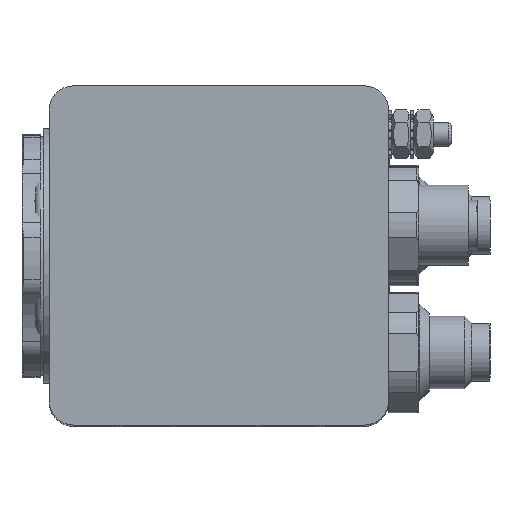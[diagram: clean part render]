
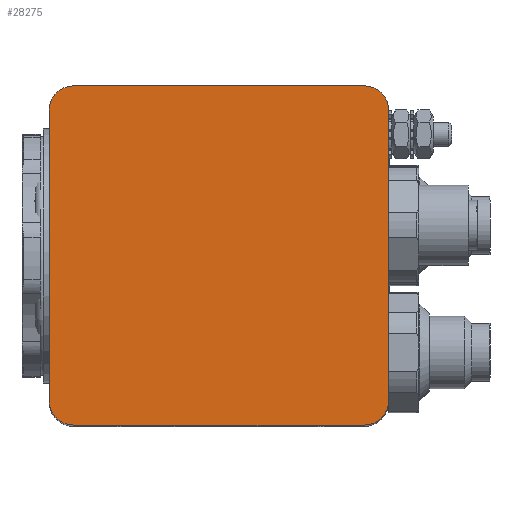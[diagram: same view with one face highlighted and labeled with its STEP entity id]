
A CAD part, top view. The second image highlights one B-rep face of the part: STEP entity #28275.
In plain terms, the highlighted face is planar.
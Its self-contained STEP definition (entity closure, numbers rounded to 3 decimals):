
#2190=LINE('',#43328,#4939);
#2194=LINE('',#43340,#4943);
#2198=LINE('',#43352,#4947);
#2201=LINE('',#43361,#4950);
#4939=VECTOR('',#35449,48.);
#4943=VECTOR('',#35461,48.);
#4947=VECTOR('',#35473,48.);
#4950=VECTOR('',#35484,48.);
#6944=PLANE('',#30413);
#8643=FACE_OUTER_BOUND('',#10488,.T.);
#10488=EDGE_LOOP('',(#22860,#22861,#22862,#22863,#22864,#22865,#22866,#22867));
#11999=CIRCLE('',#30398,4.);
#12001=CIRCLE('',#30402,4.);
#12003=CIRCLE('',#30406,4.);
#12005=CIRCLE('',#30410,4.);
#13711=VERTEX_POINT('',#43318);
#13712=VERTEX_POINT('',#43320);
#13714=VERTEX_POINT('',#43326);
#13716=VERTEX_POINT('',#43332);
#13718=VERTEX_POINT('',#43338);
#13720=VERTEX_POINT('',#43344);
#13722=VERTEX_POINT('',#43350);
#13724=VERTEX_POINT('',#43356);
#17011=EDGE_CURVE('',#13712,#13711,#11999,.T.);
#17015=EDGE_CURVE('',#13711,#13714,#2190,.T.);
#17018=EDGE_CURVE('',#13714,#13716,#12001,.T.);
#17021=EDGE_CURVE('',#13716,#13718,#2194,.T.);
#17024=EDGE_CURVE('',#13718,#13720,#12003,.T.);
#17027=EDGE_CURVE('',#13720,#13722,#2198,.T.);
#17030=EDGE_CURVE('',#13722,#13724,#12005,.T.);
#17032=EDGE_CURVE('',#13724,#13712,#2201,.T.);
#22860=ORIENTED_EDGE('',*,*,#17032,.T.);
#22861=ORIENTED_EDGE('',*,*,#17011,.T.);
#22862=ORIENTED_EDGE('',*,*,#17015,.T.);
#22863=ORIENTED_EDGE('',*,*,#17018,.T.);
#22864=ORIENTED_EDGE('',*,*,#17021,.T.);
#22865=ORIENTED_EDGE('',*,*,#17024,.T.);
#22866=ORIENTED_EDGE('',*,*,#17027,.T.);
#22867=ORIENTED_EDGE('',*,*,#17030,.T.);
#28275=ADVANCED_FACE('',(#8643),#6944,.F.);
#30398=AXIS2_PLACEMENT_3D('',#43321,#35442,#35443);
#30402=AXIS2_PLACEMENT_3D('',#43334,#35455,#35456);
#30406=AXIS2_PLACEMENT_3D('',#43346,#35467,#35468);
#30410=AXIS2_PLACEMENT_3D('',#43358,#35479,#35480);
#30413=AXIS2_PLACEMENT_3D('',#43363,#35487,#35488);
#35442=DIRECTION('center_axis',(0.,0.,-1.));
#35443=DIRECTION('ref_axis',(-1.,0.,0.));
#35449=DIRECTION('',(0.,-1.,0.));
#35455=DIRECTION('center_axis',(0.,0.,-1.));
#35456=DIRECTION('ref_axis',(0.,1.,0.));
#35461=DIRECTION('',(-1.,0.,0.));
#35467=DIRECTION('center_axis',(0.,0.,-1.));
#35468=DIRECTION('ref_axis',(1.,0.,0.));
#35473=DIRECTION('',(0.,1.,0.));
#35479=DIRECTION('center_axis',(0.,0.,-1.));
#35480=DIRECTION('ref_axis',(0.,-1.,0.));
#35484=DIRECTION('',(1.,0.,0.));
#35487=DIRECTION('center_axis',(0.,0.,1.));
#35488=DIRECTION('ref_axis',(1.,0.,0.));
#43318=CARTESIAN_POINT('',(56.,52.,0.));
#43320=CARTESIAN_POINT('',(52.,56.,0.));
#43321=CARTESIAN_POINT('Origin',(52.,52.,0.));
#43326=CARTESIAN_POINT('',(56.,4.,0.));
#43328=CARTESIAN_POINT('',(56.,52.,0.));
#43332=CARTESIAN_POINT('',(52.,0.,0.));
#43334=CARTESIAN_POINT('Origin',(52.,4.,0.));
#43338=CARTESIAN_POINT('',(4.,0.,0.));
#43340=CARTESIAN_POINT('',(52.,0.,0.));
#43344=CARTESIAN_POINT('',(0.,4.,0.));
#43346=CARTESIAN_POINT('Origin',(4.,4.,0.));
#43350=CARTESIAN_POINT('',(0.,52.,0.));
#43352=CARTESIAN_POINT('',(0.,4.,0.));
#43356=CARTESIAN_POINT('',(4.,56.,0.));
#43358=CARTESIAN_POINT('Origin',(4.,52.,0.));
#43361=CARTESIAN_POINT('',(4.,56.,0.));
#43363=CARTESIAN_POINT('Origin',(28.,28.,0.));
